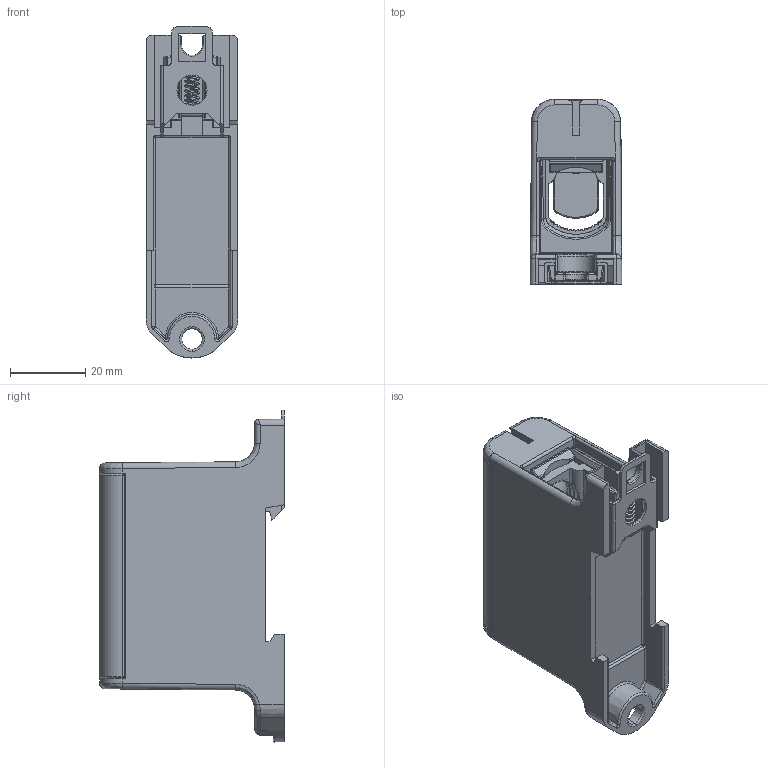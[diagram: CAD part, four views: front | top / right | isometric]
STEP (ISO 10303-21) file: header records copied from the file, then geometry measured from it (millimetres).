
FILE_DESCRIPTION((''),'2;1');
FILE_NAME('KE-62_ASM','2015-05-13T',('kjell_andersson'),(''),'PRO/ENGINEER BY PARAMETRIC TECHNOLOGY CORPORATION, 2013230','PRO/ENGINEER BY PARAMETRIC TECHNOLOGY CORPORATION, 2013230','');
FILE_SCHEMA(('CONFIG_CONTROL_DESIGN'));
Products named in the file (8): PMR1574; PSK28-1; PTK104; PPK204; PJ54_L10-7; PMR1575; PEM737; KE-62_ASM
Assembly tree (8 placements, depth 2):
  KE-62_ASM
    PMR1574
    PSK28-1
    PTK104  x2
    PPK204
    PJ54_L10-7
    PMR1575
    PEM737
Bounding box: 24.34 x 49 x 88.05 mm (x, y, z)
Volume: 38973.2 mm3; surface area: 38756.1 mm2
Topology: 8 solids, 8 shells, 1831 faces, 4778 edges, 2981 vertices
Faces by surface type: plane 896, cylinder 576, bspline 248, sphere 52, cone 34, torus 23, revolution 2
Entity records: 78276 total; most frequent: CARTESIAN_POINT 35722, ORIENTED_EDGE 9416, DIRECTION 8004, EDGE_CURVE 4708, VECTOR 3036, LINE 3036, VERTEX_POINT 2945, AXIS2_PLACEMENT_3D 2483
